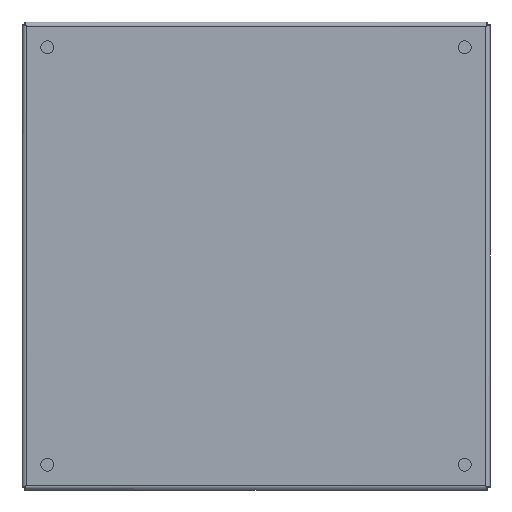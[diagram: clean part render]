
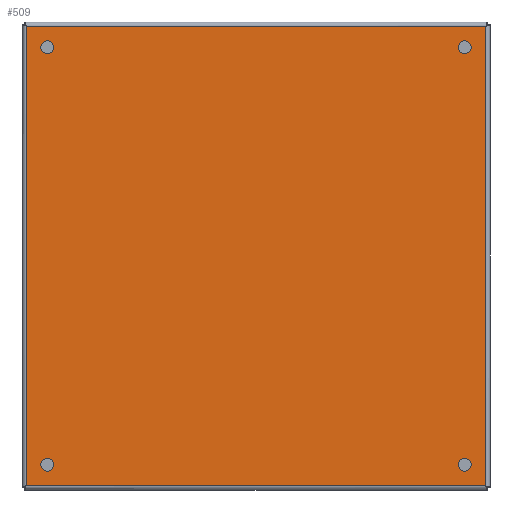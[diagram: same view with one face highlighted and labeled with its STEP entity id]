
A CAD part, front view. The second image highlights one B-rep face of the part: STEP entity #509.
In plain terms, the highlighted planar face has unit normal (0, -1, 0).
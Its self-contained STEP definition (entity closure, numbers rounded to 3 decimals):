
#509 = ADVANCED_FACE( '', ( #1113, #1114, #1115, #1116, #1117 ), #1118, .T. );
#1113 = FACE_BOUND( '', #1939, .T. );
#1114 = FACE_BOUND( '', #1940, .T. );
#1115 = FACE_BOUND( '', #1941, .T. );
#1116 = FACE_BOUND( '', #1942, .T. );
#1117 = FACE_OUTER_BOUND( '', #1943, .T. );
#1118 = PLANE( '', #1944 );
#1939 = EDGE_LOOP( '', ( #3281 ) );
#1940 = EDGE_LOOP( '', ( #3282 ) );
#1941 = EDGE_LOOP( '', ( #3283 ) );
#1942 = EDGE_LOOP( '', ( #3284 ) );
#1943 = EDGE_LOOP( '', ( #3285, #3286, #3287, #3288 ) );
#1944 = AXIS2_PLACEMENT_3D( '', #3289, #3290, #3291 );
#3281 = ORIENTED_EDGE( '', *, *, #4816, .T. );
#3282 = ORIENTED_EDGE( '', *, *, #4817, .T. );
#3283 = ORIENTED_EDGE( '', *, *, #4774, .T. );
#3284 = ORIENTED_EDGE( '', *, *, #4818, .T. );
#3285 = ORIENTED_EDGE( '', *, *, #4819, .T. );
#3286 = ORIENTED_EDGE( '', *, *, #4820, .F. );
#3287 = ORIENTED_EDGE( '', *, *, #4821, .F. );
#3288 = ORIENTED_EDGE( '', *, *, #4822, .F. );
#3289 = CARTESIAN_POINT( '', ( 0., 0., 0. ) );
#3290 = DIRECTION( '', ( 0., -1., 0. ) );
#3291 = DIRECTION( '', ( 0., 0., -1. ) );
#4774 = EDGE_CURVE( '', #5699, #5699, #5700, .T. );
#4816 = EDGE_CURVE( '', #5769, #5769, #5770, .T. );
#4817 = EDGE_CURVE( '', #5771, #5771, #5772, .T. );
#4818 = EDGE_CURVE( '', #5773, #5773, #5774, .T. );
#4819 = EDGE_CURVE( '', #5775, #5776, #5777, .T. );
#4820 = EDGE_CURVE( '', #5198, #5776, #5778, .T. );
#4821 = EDGE_CURVE( '', #5668, #5198, #5779, .T. );
#4822 = EDGE_CURVE( '', #5775, #5668, #5780, .T. );
#5198 = VERTEX_POINT( '', #6251 );
#5668 = VERTEX_POINT( '', #7022 );
#5699 = VERTEX_POINT( '', #7072 );
#5700 = CIRCLE( '', #7073, 3.683 );
#5769 = VERTEX_POINT( '', #7169 );
#5770 = CIRCLE( '', #7170, 3.683 );
#5771 = VERTEX_POINT( '', #7171 );
#5772 = CIRCLE( '', #7172, 3.683 );
#5773 = VERTEX_POINT( '', #7173 );
#5774 = CIRCLE( '', #7174, 3.683 );
#5775 = VERTEX_POINT( '', #7175 );
#5776 = VERTEX_POINT( '', #7176 );
#5777 = LINE( '', #7177, #7178 );
#5778 = LINE( '', #7179, #7180 );
#5779 = LINE( '', #7181, #7182 );
#5780 = LINE( '', #7183, #7184 );
#6251 = CARTESIAN_POINT( '', ( -129.362, 0., -129.362 ) );
#7022 = CARTESIAN_POINT( '', ( 129.362, 0., -129.362 ) );
#7072 = CARTESIAN_POINT( '', ( -113.792, 0., 117.475 ) );
#7073 = AXIS2_PLACEMENT_3D( '', #8232, #8233, #8234 );
#7169 = CARTESIAN_POINT( '', ( 121.158, 0., 117.475 ) );
#7170 = AXIS2_PLACEMENT_3D( '', #8283, #8284, #8285 );
#7171 = CARTESIAN_POINT( '', ( 121.158, 0., -117.475 ) );
#7172 = AXIS2_PLACEMENT_3D( '', #8286, #8287, #8288 );
#7173 = CARTESIAN_POINT( '', ( -113.792, 0., -117.475 ) );
#7174 = AXIS2_PLACEMENT_3D( '', #8289, #8290, #8291 );
#7175 = CARTESIAN_POINT( '', ( 129.362, 0., 129.362 ) );
#7176 = CARTESIAN_POINT( '', ( -129.362, 0., 129.362 ) );
#7177 = CARTESIAN_POINT( '', ( -129.362, 0., 129.362 ) );
#7178 = VECTOR( '', #8292, 1000. );
#7179 = CARTESIAN_POINT( '', ( -129.362, 0., -129.362 ) );
#7180 = VECTOR( '', #8293, 1000. );
#7181 = CARTESIAN_POINT( '', ( 129.362, 0., -129.362 ) );
#7182 = VECTOR( '', #8294, 1000. );
#7183 = CARTESIAN_POINT( '', ( 129.362, 0., 129.362 ) );
#7184 = VECTOR( '', #8295, 1000. );
#8232 = CARTESIAN_POINT( '', ( -117.475, 0., 117.475 ) );
#8233 = DIRECTION( '', ( 0., 1., 0. ) );
#8234 = DIRECTION( '', ( 1., 0., 0. ) );
#8283 = CARTESIAN_POINT( '', ( 117.475, 0., 117.475 ) );
#8284 = DIRECTION( '', ( 0., 1., 0. ) );
#8285 = DIRECTION( '', ( 1., 0., 0. ) );
#8286 = CARTESIAN_POINT( '', ( 117.475, 0., -117.475 ) );
#8287 = DIRECTION( '', ( 0., 1., 0. ) );
#8288 = DIRECTION( '', ( 1., 0., 0. ) );
#8289 = CARTESIAN_POINT( '', ( -117.475, 0., -117.475 ) );
#8290 = DIRECTION( '', ( 0., 1., 0. ) );
#8291 = DIRECTION( '', ( 1., 0., 0. ) );
#8292 = DIRECTION( '', ( -1., 0., 0. ) );
#8293 = DIRECTION( '', ( 0., 0., 1. ) );
#8294 = DIRECTION( '', ( -1., 0., 0. ) );
#8295 = DIRECTION( '', ( 0., 0., -1. ) );
